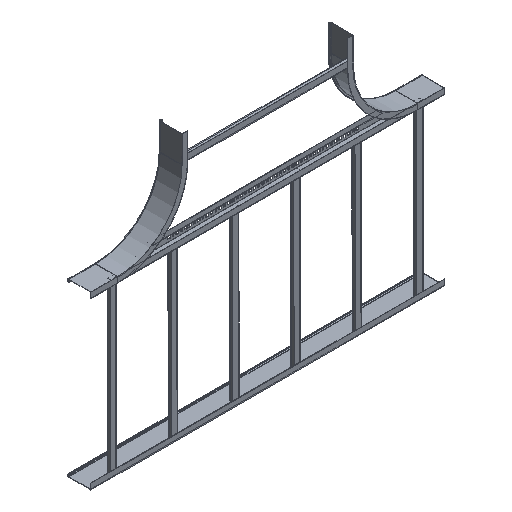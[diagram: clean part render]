
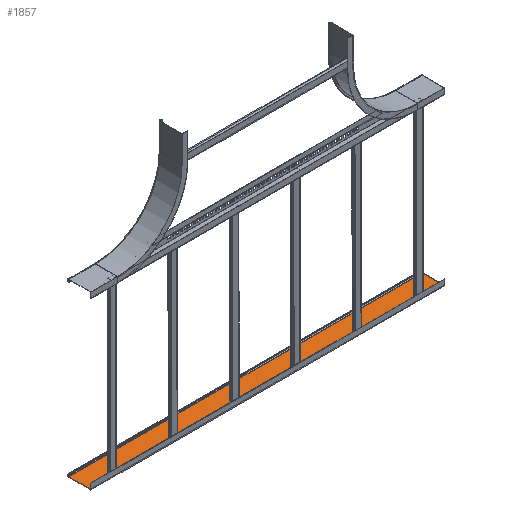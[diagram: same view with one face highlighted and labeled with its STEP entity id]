
A CAD part, isometric view. The second image highlights one B-rep face of the part: STEP entity #1857.
In plain terms, the highlighted face is planar.
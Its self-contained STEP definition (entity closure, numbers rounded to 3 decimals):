
#31 = FACE_OUTER_BOUND ( 'NONE', #6971, .T. ) ;
#1094 = CARTESIAN_POINT ( 'NONE',  ( -2., 104., 825. ) ) ;
#1164 = VECTOR ( 'NONE', #7163, 1000. ) ;
#1219 = VECTOR ( 'NONE', #3043, 1000. ) ;
#1419 = VERTEX_POINT ( 'NONE', #1446 ) ;
#1446 = CARTESIAN_POINT ( 'NONE',  ( -2., 2., -825. ) ) ;
#1712 = EDGE_CURVE ( 'NONE', #1419, #10013, #3594, .T. ) ;
#1857 = ADVANCED_FACE ( 'NONE', ( #31 ), #7228, .T. ) ;
#1918 = CARTESIAN_POINT ( 'NONE',  ( -2., 0., 825. ) ) ;
#1987 = ORIENTED_EDGE ( 'NONE', *, *, #1712, .T. ) ;
#2064 = DIRECTION ( 'NONE',  ( 0., -1., 0. ) ) ;
#2199 = CARTESIAN_POINT ( 'NONE',  ( -2., 104., 825. ) ) ;
#2653 = CARTESIAN_POINT ( 'NONE',  ( -2., 2., 825. ) ) ;
#2678 = ORIENTED_EDGE ( 'NONE', *, *, #9074, .F. ) ;
#2682 = VERTEX_POINT ( 'NONE', #9918 ) ;
#2764 = DIRECTION ( 'NONE',  ( 0., 1., 0. ) ) ;
#2923 = DIRECTION ( 'NONE',  ( 0., 0., 1. ) ) ;
#2962 = DIRECTION ( 'NONE',  ( -1., 0., 0. ) ) ;
#3043 = DIRECTION ( 'NONE',  ( 0., 0., -1. ) ) ;
#3157 = EDGE_CURVE ( 'NONE', #2682, #1419, #5613, .T. ) ;
#3459 = LINE ( 'NONE', #2199, #1219 ) ;
#3594 = LINE ( 'NONE', #6839, #8061 ) ;
#3645 = LINE ( 'NONE', #6247, #10320 ) ;
#3774 = CARTESIAN_POINT ( 'NONE',  ( -2., 3., -825. ) ) ;
#4433 = LINE ( 'NONE', #7033, #8644 ) ;
#4699 = ORIENTED_EDGE ( 'NONE', *, *, #10293, .T. ) ;
#5070 = ORIENTED_EDGE ( 'NONE', *, *, #10100, .T. ) ;
#5551 = LINE ( 'NONE', #1918, #9753 ) ;
#5613 = LINE ( 'NONE', #3774, #1164 ) ;
#5846 = ORIENTED_EDGE ( 'NONE', *, *, #3157, .T. ) ;
#6247 = CARTESIAN_POINT ( 'NONE',  ( -2., 0., 825. ) ) ;
#6777 = ORIENTED_EDGE ( 'NONE', *, *, #9147, .F. ) ;
#6839 = CARTESIAN_POINT ( 'NONE',  ( -2., 2., 825. ) ) ;
#6971 = EDGE_LOOP ( 'NONE', ( #2678, #5846, #1987, #6777, #5070, #4699 ) ) ;
#6977 = CARTESIAN_POINT ( 'NONE',  ( -2., 0., 825. ) ) ;
#7033 = CARTESIAN_POINT ( 'NONE',  ( -2., 0., -825. ) ) ;
#7163 = DIRECTION ( 'NONE',  ( 0., -1., 0. ) ) ;
#7228 = PLANE ( 'NONE',  #7730 ) ;
#7417 = CARTESIAN_POINT ( 'NONE',  ( -2., 3., 825. ) ) ;
#7730 = AXIS2_PLACEMENT_3D ( 'NONE', #6977, #2962, #2923 ) ;
#7870 = DIRECTION ( 'NONE',  ( 0., 1., 0. ) ) ;
#8061 = VECTOR ( 'NONE', #8139, 1000. ) ;
#8112 = VERTEX_POINT ( 'NONE', #10540 ) ;
#8139 = DIRECTION ( 'NONE',  ( 0., 0., 1. ) ) ;
#8443 = VERTEX_POINT ( 'NONE', #1094 ) ;
#8644 = VECTOR ( 'NONE', #7870, 1000. ) ;
#9074 = EDGE_CURVE ( 'NONE', #2682, #8112, #4433, .T. ) ;
#9147 = EDGE_CURVE ( 'NONE', #10388, #10013, #3645, .T. ) ;
#9753 = VECTOR ( 'NONE', #2764, 1000. ) ;
#9918 = CARTESIAN_POINT ( 'NONE',  ( -2., 3., -825. ) ) ;
#10013 = VERTEX_POINT ( 'NONE', #2653 ) ;
#10100 = EDGE_CURVE ( 'NONE', #10388, #8443, #5551, .T. ) ;
#10293 = EDGE_CURVE ( 'NONE', #8443, #8112, #3459, .T. ) ;
#10320 = VECTOR ( 'NONE', #2064, 1000. ) ;
#10388 = VERTEX_POINT ( 'NONE', #7417 ) ;
#10540 = CARTESIAN_POINT ( 'NONE',  ( -2., 104., -825. ) ) ;
